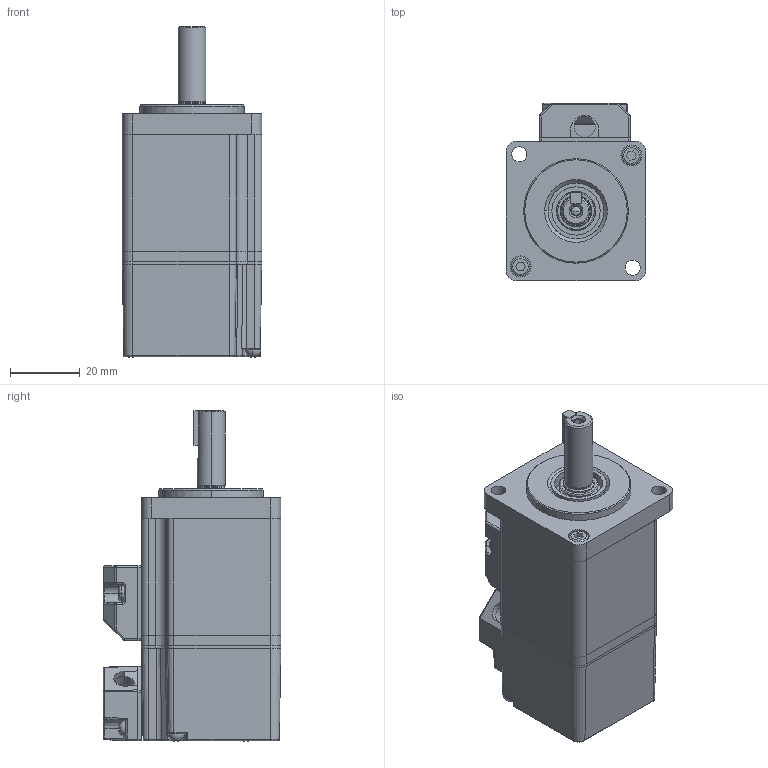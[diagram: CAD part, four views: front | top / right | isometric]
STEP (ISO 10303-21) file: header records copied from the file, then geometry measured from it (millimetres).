
FILE_DESCRIPTION (( 'STEP AP214' ), '1' );
FILE_NAME ('AC52165A1_FRE01052F004.STEP', '2020-12-01T09:36:21', ( '' ), ( '' ), 'SwSTEP 2.0', 'SolidWorks 2015', '' );
FILE_SCHEMA (( 'AUTOMOTIVE_DESIGN' ));
Length unit declared in the file: millimetre
Products named in the file (1): AC52165A1_FRE01052F004
Bounding box: 40 x 51 x 94.95 mm (x, y, z)
Surface area: 23668.8 mm2 (no closed solid volume)
Topology: 0 solids, 23 shells, 516 faces, 1628 edges, 1107 vertices
Faces by surface type: plane 224, cylinder 165, sphere 41, cone 37, torus 35, bspline 14
Entity records: 25330 total; most frequent: CARTESIAN_POINT 5177, DIRECTION 3201, ORIENTED_EDGE 2750, EDGE_CURVE 1587, AXIS2_PLACEMENT_3D 1203, VERTEX_POINT 1097, VECTOR 795, LINE 795
